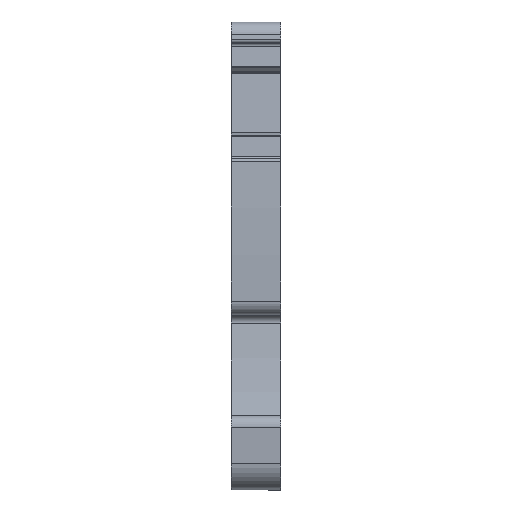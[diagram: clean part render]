
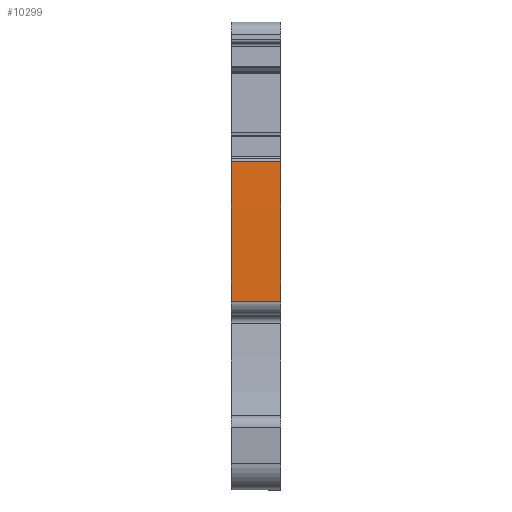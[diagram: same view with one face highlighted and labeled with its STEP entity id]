
A CAD part, front view. The second image highlights one B-rep face of the part: STEP entity #10299.
In plain terms, the highlighted cylindrical face has radius 122.182 mm (diameter 244.364 mm), a partial arc.
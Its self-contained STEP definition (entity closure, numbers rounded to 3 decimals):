
#2218=AXIS2_PLACEMENT_3D('Circle Axis2P3D',#2216,#2217,$) ;
#2225=AXIS2_PLACEMENT_3D('Circle Axis2P3D',#2223,#2224,$) ;
#3151=AXIS2_PLACEMENT_3D('Circle Axis2P3D',#3149,#3150,$) ;
#3158=AXIS2_PLACEMENT_3D('Circle Axis2P3D',#3156,#3157,$) ;
#10284=AXIS2_PLACEMENT_3D('Cylinder Axis2P3D',#10281,#10282,#10283) ;
#2213=CARTESIAN_POINT('Vertex',(0.,1.529,13.42)) ;
#2216=CARTESIAN_POINT('Axis2P3D Location',(0.,123.728,17.108)) ;
#2220=CARTESIAN_POINT('Vertex',(0.,1.528,13.45)) ;
#2223=CARTESIAN_POINT('Axis2P3D Location',(0.,123.656,17.106)) ;
#2227=CARTESIAN_POINT('Vertex',(0.,1.637,23.414)) ;
#3146=CARTESIAN_POINT('Vertex',(3.5,1.637,23.414)) ;
#3149=CARTESIAN_POINT('Axis2P3D Location',(3.5,123.656,17.106)) ;
#3153=CARTESIAN_POINT('Vertex',(3.5,1.528,13.45)) ;
#3156=CARTESIAN_POINT('Axis2P3D Location',(3.5,123.728,17.108)) ;
#3160=CARTESIAN_POINT('Vertex',(3.5,1.529,13.42)) ;
#10268=CARTESIAN_POINT('Line Origine',(1.75,1.529,13.42)) ;
#10281=CARTESIAN_POINT('Axis2P3D Location',(1.75,123.656,17.106)) ;
#10286=CARTESIAN_POINT('Line Origine',(1.75,1.637,23.414)) ;
#2217=DIRECTION('Axis2P3D Direction',(1.,0.,0.)) ;
#2224=DIRECTION('Axis2P3D Direction',(1.,0.,0.)) ;
#3150=DIRECTION('Axis2P3D Direction',(1.,0.,0.)) ;
#3157=DIRECTION('Axis2P3D Direction',(1.,0.,0.)) ;
#10269=DIRECTION('Vector Direction',(1.,0.,0.)) ;
#10282=DIRECTION('Axis2P3D Direction',(1.,0.,0.)) ;
#10283=DIRECTION('Axis2P3D XDirection',(0.,-0.992,0.126)) ;
#10287=DIRECTION('Vector Direction',(1.,0.,0.)) ;
#10270=VECTOR('Line Direction',#10269,1.) ;
#10288=VECTOR('Line Direction',#10287,1.) ;
#10292=ORIENTED_EDGE('',*,*,#3155,.F.) ;
#10293=ORIENTED_EDGE('',*,*,#10290,.T.) ;
#10294=ORIENTED_EDGE('',*,*,#2229,.T.) ;
#10295=ORIENTED_EDGE('',*,*,#2222,.T.) ;
#10296=ORIENTED_EDGE('',*,*,#10272,.T.) ;
#10297=ORIENTED_EDGE('',*,*,#3162,.F.) ;
#10299=ADVANCED_FACE('MLD',(#10298),#10285,.T.) ;
#2219=CIRCLE('generated circle',#2218,122.254) ;
#2226=CIRCLE('generated circle',#2225,122.182) ;
#3152=CIRCLE('generated circle',#3151,122.182) ;
#3159=CIRCLE('generated circle',#3158,122.254) ;
#10285=CYLINDRICAL_SURFACE('generated cylinder',#10284,122.182) ;
#2222=EDGE_CURVE('',#2221,#2214,#2219,.T.) ;
#2229=EDGE_CURVE('',#2228,#2221,#2226,.T.) ;
#3155=EDGE_CURVE('',#3147,#3154,#3152,.T.) ;
#3162=EDGE_CURVE('',#3154,#3161,#3159,.T.) ;
#10272=EDGE_CURVE('',#2214,#3161,#10271,.T.) ;
#10290=EDGE_CURVE('',#3147,#2228,#10289,.F.) ;
#10291=EDGE_LOOP('',(#10292,#10293,#10294,#10295,#10296,#10297)) ;
#10298=FACE_OUTER_BOUND('',#10291,.T.) ;
#10271=LINE('Line',#10268,#10270) ;
#10289=LINE('Line',#10286,#10288) ;
#2214=VERTEX_POINT('',#2213) ;
#2221=VERTEX_POINT('',#2220) ;
#2228=VERTEX_POINT('',#2227) ;
#3147=VERTEX_POINT('',#3146) ;
#3154=VERTEX_POINT('',#3153) ;
#3161=VERTEX_POINT('',#3160) ;
